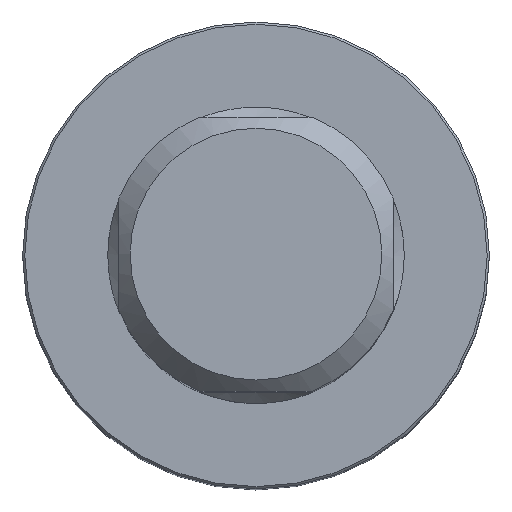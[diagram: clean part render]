
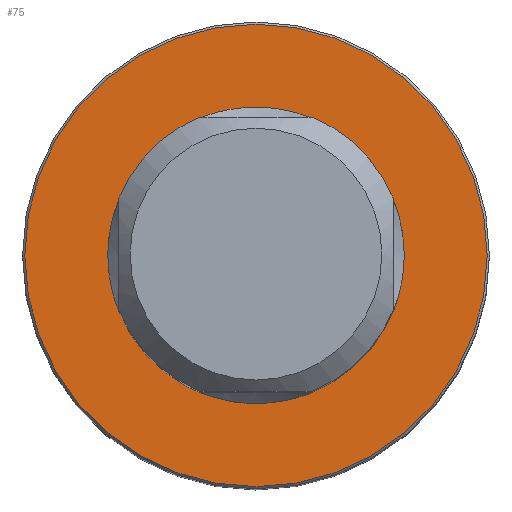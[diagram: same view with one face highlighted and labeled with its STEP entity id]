
A CAD part, top view. The second image highlights one B-rep face of the part: STEP entity #75.
In plain terms, the highlighted planar face has unit normal (0, 0, 1).
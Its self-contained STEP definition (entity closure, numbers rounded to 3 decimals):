
#40=PLANE('',#333);
#75=ADVANCED_FACE('AR_BY_CN_IB_SU_4',(#92,#93),#40,.T.);
#92=FACE_BOUND('',#118,.T.);
#93=FACE_BOUND('',#119,.T.);
#118=EDGE_LOOP('',(#206));
#119=EDGE_LOOP('',(#207));
#206=ORIENTED_EDGE('',*,*,#260,.T.);
#207=ORIENTED_EDGE('',*,*,#248,.T.);
#224=VERTEX_POINT('',#489);
#228=VERTEX_POINT('',#538);
#248=EDGE_CURVE('',#224,#224,#268,.T.);
#260=EDGE_CURVE('',#228,#228,#276,.T.);
#268=CIRCLE('',#305,19.989);
#276=CIRCLE('',#326,31.2);
#305=AXIS2_PLACEMENT_3D('',#488,#358,#359);
#326=AXIS2_PLACEMENT_3D('',#537,#400,#401);
#333=AXIS2_PLACEMENT_3D('',#576,#414,#415);
#358=DIRECTION('',(0.,0.,-1.));
#359=DIRECTION('',(1.,0.,0.));
#400=DIRECTION('',(0.,0.,1.));
#401=DIRECTION('',(1.,0.,0.));
#414=DIRECTION('',(0.,0.,1.));
#415=DIRECTION('',(1.,0.,0.));
#488=CARTESIAN_POINT('',(0.,0.,0.));
#489=CARTESIAN_POINT('',(19.989,0.,0.));
#537=CARTESIAN_POINT('',(0.,0.,0.));
#538=CARTESIAN_POINT('',(31.2,0.,0.));
#576=CARTESIAN_POINT('',(-31.5,0.,0.));
